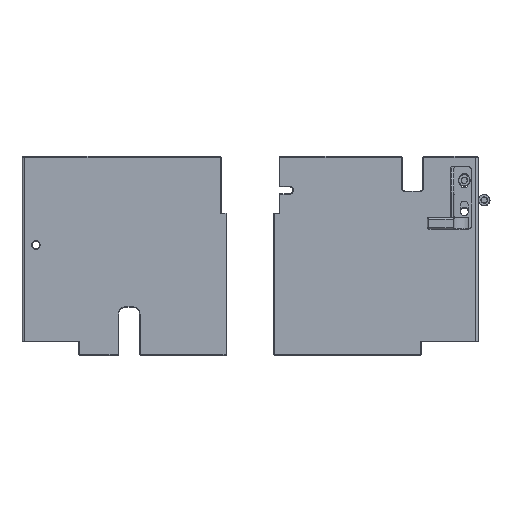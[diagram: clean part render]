
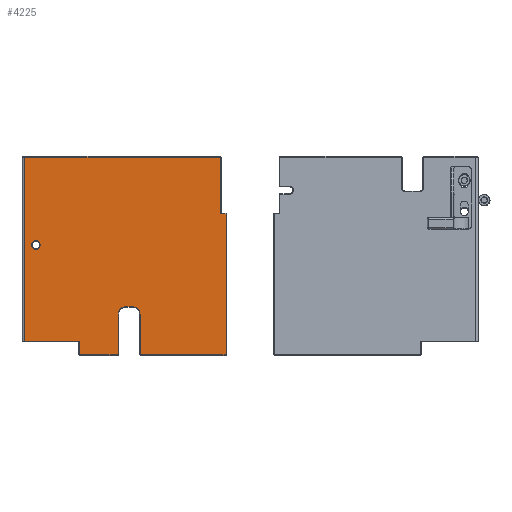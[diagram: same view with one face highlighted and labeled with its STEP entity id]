
A CAD part, top view. The second image highlights one B-rep face of the part: STEP entity #4225.
In plain terms, the highlighted planar face has unit normal (0, 0, 1).
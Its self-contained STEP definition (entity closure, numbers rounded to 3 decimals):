
#195=FACE_BOUND('',#721,.T.);
#238=CIRCLE('',#4568,3.15);
#239=CIRCLE('',#4570,5.4);
#240=CIRCLE('',#4571,5.4);
#444=FACE_OUTER_BOUND('',#720,.T.);
#720=EDGE_LOOP('',(#3179,#3180,#3181,#3182,#3183,#3184,#3185,#3186,#3187,
#3188,#3189,#3190,#3191,#3192));
#721=EDGE_LOOP('',(#3193));
#1106=LINE('',#6516,#1544);
#1107=LINE('',#6518,#1545);
#1108=LINE('',#6519,#1546);
#1109=LINE('',#6521,#1547);
#1110=LINE('',#6523,#1548);
#1111=LINE('',#6525,#1549);
#1112=LINE('',#6529,#1550);
#1113=LINE('',#6533,#1551);
#1114=LINE('',#6535,#1552);
#1115=LINE('',#6537,#1553);
#1116=LINE('',#6539,#1554);
#1117=LINE('',#6540,#1555);
#1544=VECTOR('',#5304,10.);
#1545=VECTOR('',#5305,10.);
#1546=VECTOR('',#5306,10.);
#1547=VECTOR('',#5307,10.);
#1548=VECTOR('',#5308,10.);
#1549=VECTOR('',#5309,10.);
#1550=VECTOR('',#5312,10.);
#1551=VECTOR('',#5315,10.);
#1552=VECTOR('',#5316,10.);
#1553=VECTOR('',#5317,10.);
#1554=VECTOR('',#5318,10.);
#1555=VECTOR('',#5319,10.);
#1894=VERTEX_POINT('',#6468);
#1911=VERTEX_POINT('',#6510);
#1912=VERTEX_POINT('',#6514);
#1913=VERTEX_POINT('',#6515);
#1914=VERTEX_POINT('',#6517);
#1915=VERTEX_POINT('',#6520);
#1916=VERTEX_POINT('',#6522);
#1917=VERTEX_POINT('',#6524);
#1918=VERTEX_POINT('',#6526);
#1919=VERTEX_POINT('',#6528);
#1920=VERTEX_POINT('',#6530);
#1921=VERTEX_POINT('',#6532);
#1922=VERTEX_POINT('',#6534);
#1923=VERTEX_POINT('',#6536);
#1924=VERTEX_POINT('',#6538);
#2358=EDGE_CURVE('',#1911,#1911,#238,.T.);
#2360=EDGE_CURVE('',#1912,#1913,#1106,.T.);
#2361=EDGE_CURVE('',#1914,#1912,#1107,.T.);
#2362=EDGE_CURVE('',#1894,#1914,#1108,.T.);
#2363=EDGE_CURVE('',#1915,#1894,#1109,.T.);
#2364=EDGE_CURVE('',#1916,#1915,#1110,.T.);
#2365=EDGE_CURVE('',#1917,#1916,#1111,.T.);
#2366=EDGE_CURVE('',#1918,#1917,#239,.T.);
#2367=EDGE_CURVE('',#1919,#1918,#1112,.T.);
#2368=EDGE_CURVE('',#1920,#1919,#240,.T.);
#2369=EDGE_CURVE('',#1921,#1920,#1113,.T.);
#2370=EDGE_CURVE('',#1922,#1921,#1114,.T.);
#2371=EDGE_CURVE('',#1923,#1922,#1115,.T.);
#2372=EDGE_CURVE('',#1924,#1923,#1116,.T.);
#2373=EDGE_CURVE('',#1913,#1924,#1117,.T.);
#3179=ORIENTED_EDGE('',*,*,#2360,.F.);
#3180=ORIENTED_EDGE('',*,*,#2361,.F.);
#3181=ORIENTED_EDGE('',*,*,#2362,.F.);
#3182=ORIENTED_EDGE('',*,*,#2363,.F.);
#3183=ORIENTED_EDGE('',*,*,#2364,.F.);
#3184=ORIENTED_EDGE('',*,*,#2365,.F.);
#3185=ORIENTED_EDGE('',*,*,#2366,.F.);
#3186=ORIENTED_EDGE('',*,*,#2367,.F.);
#3187=ORIENTED_EDGE('',*,*,#2368,.F.);
#3188=ORIENTED_EDGE('',*,*,#2369,.F.);
#3189=ORIENTED_EDGE('',*,*,#2370,.F.);
#3190=ORIENTED_EDGE('',*,*,#2371,.F.);
#3191=ORIENTED_EDGE('',*,*,#2372,.F.);
#3192=ORIENTED_EDGE('',*,*,#2373,.F.);
#3193=ORIENTED_EDGE('',*,*,#2358,.F.);
#4030=PLANE('',#4569);
#4225=ADVANCED_FACE('',(#444,#195),#4030,.T.);
#4568=AXIS2_PLACEMENT_3D('',#6511,#5299,#5300);
#4569=AXIS2_PLACEMENT_3D('',#6513,#5302,#5303);
#4570=AXIS2_PLACEMENT_3D('',#6527,#5310,#5311);
#4571=AXIS2_PLACEMENT_3D('',#6531,#5313,#5314);
#5299=DIRECTION('center_axis',(0.,0.,
1.));
#5300=DIRECTION('ref_axis',(-0.707,0.707,0.));
#5302=DIRECTION('center_axis',(0.,0.,
1.));
#5303=DIRECTION('ref_axis',(0.707,-0.707,0.));
#5304=DIRECTION('',(-0.707,0.707,0.));
#5305=DIRECTION('',(-0.707,-0.707,0.));
#5306=DIRECTION('',(0.707,-0.707,0.));
#5307=DIRECTION('',(-0.707,-0.707,0.));
#5308=DIRECTION('',(0.707,-0.707,0.));
#5309=DIRECTION('',(0.707,0.707,0.));
#5310=DIRECTION('center_axis',(0.,0.,
1.));
#5311=DIRECTION('ref_axis',(-0.707,-0.707,0.));
#5312=DIRECTION('',(0.707,-0.707,0.));
#5313=DIRECTION('center_axis',(0.,0.,
1.));
#5314=DIRECTION('ref_axis',(-0.707,0.707,0.));
#5315=DIRECTION('',(-0.707,-0.707,0.));
#5316=DIRECTION('',(0.707,-0.707,0.));
#5317=DIRECTION('',(0.707,0.707,0.));
#5318=DIRECTION('',(-0.707,0.707,0.));
#5319=DIRECTION('',(0.707,0.707,0.));
#6468=CARTESIAN_POINT('',(158.441,-112.485,4.));
#6510=CARTESIAN_POINT('',(133.657,-186.13,4.));
#6511=CARTESIAN_POINT('Origin',(131.43,-183.903,4.));
#6513=CARTESIAN_POINT('Origin',(91.832,-132.991,4.));
#6514=CARTESIAN_POINT('',(92.115,-234.532,4.));
#6515=CARTESIAN_POINT('',(-8.011,-134.406,4.));
#6516=CARTESIAN_POINT('',(15.04,-157.457,4.));
#6517=CARTESIAN_POINT('',(186.301,-140.345,4.));
#6518=CARTESIAN_POINT('',(117.288,-209.359,4.));
#6519=CARTESIAN_POINT('',(161.553,-115.597,4.));
#6520=CARTESIAN_POINT('',(165.513,-105.414,4.));
#6521=CARTESIAN_POINT('',(136.804,-134.123,4.));
#6522=CARTESIAN_POINT('',(145.572,-85.474,4.));
#6523=CARTESIAN_POINT('',(154.128,-94.03,4.));
#6524=CARTESIAN_POINT('',(124.642,-106.404,4.));
#6525=CARTESIAN_POINT('',(120.399,-110.647,4.));
#6526=CARTESIAN_POINT('',(117.005,-106.404,4.));
#6527=CARTESIAN_POINT('Origin',(120.823,-102.586,4.));
#6528=CARTESIAN_POINT('',(113.469,-102.869,4.));
#6529=CARTESIAN_POINT('',(117.359,-106.758,4.));
#6530=CARTESIAN_POINT('',(113.469,-95.232,4.));
#6531=CARTESIAN_POINT('Origin',(117.288,-99.05,4.));
#6532=CARTESIAN_POINT('',(134.4,-74.302,4.));
#6533=CARTESIAN_POINT('',(98.62,-110.081,4.));
#6534=CARTESIAN_POINT('',(90.418,-30.319,4.));
#6535=CARTESIAN_POINT('',(154.128,-94.03,4.));
#6536=CARTESIAN_POINT('',(18.151,-102.586,4.));
#6537=CARTESIAN_POINT('',(65.245,-55.492,4.));
#6538=CARTESIAN_POINT('',(20.98,-105.414,4.));
#6539=CARTESIAN_POINT('',(43.324,-127.759,4.));
#6540=CARTESIAN_POINT('',(24.233,-102.162,4.));
